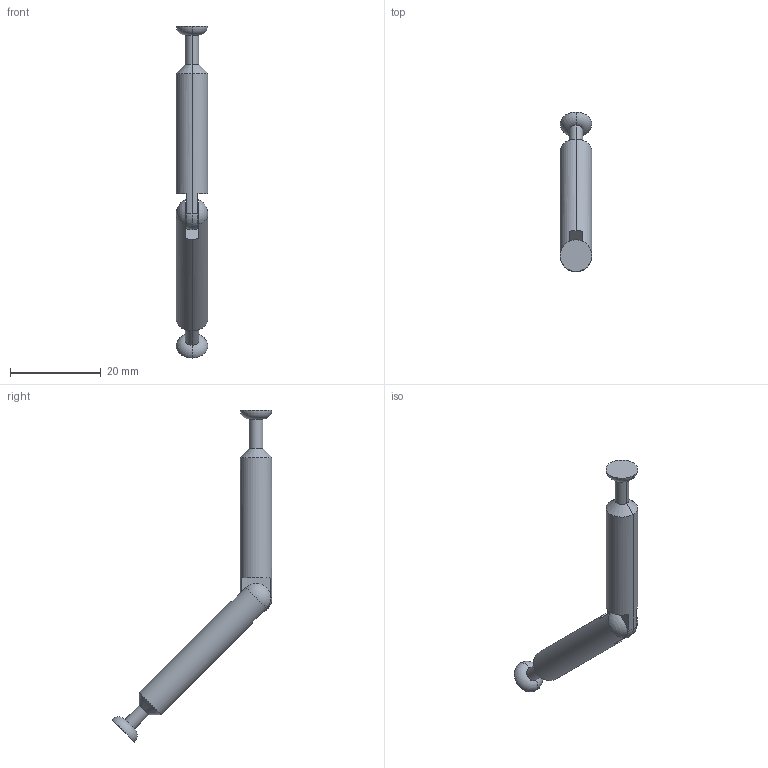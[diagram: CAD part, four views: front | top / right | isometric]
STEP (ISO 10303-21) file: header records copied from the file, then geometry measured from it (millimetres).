
FILE_DESCRIPTION (( 'STEP AP214' ), '1' );
FILE_NAME ('F002525_3D.step', '2022-11-21T18:14:38', ( '' ), ( '' ), 'SwSTEP 2.0', 'SolidWorks 2020', '' );
FILE_SCHEMA (( 'AUTOMOTIVE_DESIGN' ));
Length unit declared in the file: millimetre
Products named in the file (1): F002525_3D
Bounding box: 7 x 35.32 x 73.32 mm (x, y, z)
Volume: 2645.9 mm3; surface area: 1977.3 mm2
Topology: 2 solids, 2 shells, 29 faces, 66 edges, 39 vertices
Faces by surface type: plane 9, cylinder 8, sphere 4, cone 4, torus 4
Entity records: 833 total; most frequent: DIRECTION 160, CARTESIAN_POINT 129, ORIENTED_EDGE 124, AXIS2_PLACEMENT_3D 68, EDGE_CURVE 62, CIRCLE 38, VERTEX_POINT 37, ADVANCED_FACE 29
